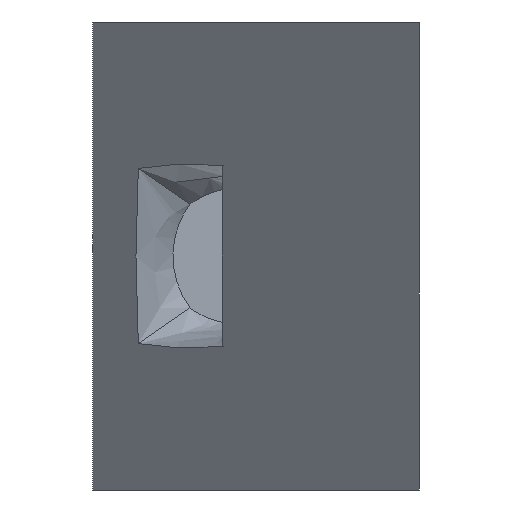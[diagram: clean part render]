
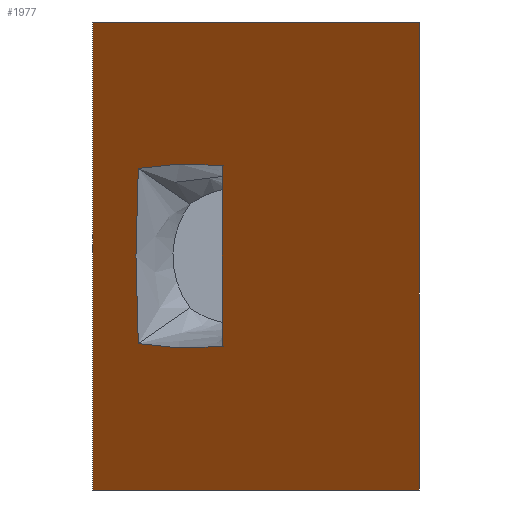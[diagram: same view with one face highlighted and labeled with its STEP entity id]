
A CAD part, left-side view. The second image highlights one B-rep face of the part: STEP entity #1977.
In plain terms, the highlighted planar face has unit normal (-0.707, 0.707, 0).
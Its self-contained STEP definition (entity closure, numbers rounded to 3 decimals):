
#39=FACE_BOUND('',#377,.T.);
#102=B_SPLINE_CURVE_WITH_KNOTS('',3,(#3228,#3229,#3230,#3231,#3232,#3233),
 .UNSPECIFIED.,.F.,.F.,(4,2,4),(-3.091,-1.776,-0.462),
 .UNSPECIFIED.);
#103=B_SPLINE_CURVE_WITH_KNOTS('',3,(#3235,#3236,#3237,#3238,#3239,#3240),
 .UNSPECIFIED.,.F.,.F.,(4,2,4),(-1.708,-0.842,0.),
 .UNSPECIFIED.);
#104=B_SPLINE_CURVE_WITH_KNOTS('',3,(#3242,#3243,#3244,#3245,#3246,#3247),
 .UNSPECIFIED.,.F.,.F.,(4,2,4),(-2.5,-1.25,0.),
 .UNSPECIFIED.);
#105=B_SPLINE_CURVE_WITH_KNOTS('',3,(#3248,#3249,#3250,#3251,#3252,#3253),
 .UNSPECIFIED.,.F.,.F.,(4,2,4),(-1.844,-0.935,0.),
 .UNSPECIFIED.);
#262=FACE_OUTER_BOUND('',#376,.T.);
#376=EDGE_LOOP('',(#1430,#1431,#1432,#1433));
#377=EDGE_LOOP('',(#1434,#1435,#1436,#1437));
#529=LINE('',#3220,#685);
#530=LINE('',#3222,#686);
#531=LINE('',#3224,#687);
#532=LINE('',#3225,#688);
#685=VECTOR('',#2282,10.);
#686=VECTOR('',#2283,10.);
#687=VECTOR('',#2284,1000.);
#688=VECTOR('',#2285,10.);
#848=VERTEX_POINT('',#3218);
#849=VERTEX_POINT('',#3219);
#850=VERTEX_POINT('',#3221);
#851=VERTEX_POINT('',#3223);
#852=VERTEX_POINT('',#3226);
#853=VERTEX_POINT('',#3227);
#854=VERTEX_POINT('',#3234);
#855=VERTEX_POINT('',#3241);
#1074=EDGE_CURVE('',#848,#849,#529,.T.);
#1075=EDGE_CURVE('',#848,#850,#530,.T.);
#1076=EDGE_CURVE('',#851,#850,#531,.T.);
#1077=EDGE_CURVE('',#849,#851,#532,.T.);
#1078=EDGE_CURVE('',#852,#853,#102,.T.);
#1079=EDGE_CURVE('',#854,#853,#103,.T.);
#1080=EDGE_CURVE('',#855,#854,#104,.T.);
#1081=EDGE_CURVE('',#852,#855,#105,.T.);
#1430=ORIENTED_EDGE('',*,*,#1074,.F.);
#1431=ORIENTED_EDGE('',*,*,#1075,.T.);
#1432=ORIENTED_EDGE('',*,*,#1076,.F.);
#1433=ORIENTED_EDGE('',*,*,#1077,.F.);
#1434=ORIENTED_EDGE('',*,*,#1078,.T.);
#1435=ORIENTED_EDGE('',*,*,#1079,.F.);
#1436=ORIENTED_EDGE('',*,*,#1080,.F.);
#1437=ORIENTED_EDGE('',*,*,#1081,.F.);
#1912=PLANE('',#2097);
#1977=ADVANCED_FACE('',(#262,#39),#1912,.T.);
#2097=AXIS2_PLACEMENT_3D('',#3217,#2280,#2281);
#2280=DIRECTION('center_axis',(-0.707,0.707,0.));
#2281=DIRECTION('ref_axis',(-0.707,-0.707,0.));
#2282=DIRECTION('',(0.,0.,-1.));
#2283=DIRECTION('',(0.707,0.707,0.));
#2284=DIRECTION('',(0.,0.,1.));
#2285=DIRECTION('',(0.707,0.707,0.));
#3217=CARTESIAN_POINT('Origin',(-4.762,-3.156,0.734));
#3218=CARTESIAN_POINT('',(6.261,7.867,34.734));
#3219=CARTESIAN_POINT('',(6.261,7.867,-33.266));
#3220=CARTESIAN_POINT('',(6.261,7.867,0.734));
#3221=CARTESIAN_POINT('',(53.645,55.251,34.734));
#3222=CARTESIAN_POINT('',(53.503,55.11,34.734));
#3223=CARTESIAN_POINT('',(53.645,55.251,-33.266));
#3224=CARTESIAN_POINT('',(53.645,55.251,-33.266));
#3225=CARTESIAN_POINT('',(53.503,55.11,-33.266));
#3226=CARTESIAN_POINT('',(34.856,36.462,13.877));
#3227=CARTESIAN_POINT('',(34.856,36.462,-12.41));
#3228=CARTESIAN_POINT('Ctrl Pts',(34.856,36.462,13.877));
#3229=CARTESIAN_POINT('Ctrl Pts',(34.856,36.462,9.496));
#3230=CARTESIAN_POINT('Ctrl Pts',(34.856,36.462,5.115));
#3231=CARTESIAN_POINT('Ctrl Pts',(34.856,36.462,-3.647));
#3232=CARTESIAN_POINT('Ctrl Pts',(34.856,36.462,-8.028));
#3233=CARTESIAN_POINT('Ctrl Pts',(34.856,36.462,-12.41));
#3234=CARTESIAN_POINT('',(47.059,48.666,-11.99));
#3235=CARTESIAN_POINT('Ctrl Pts',(47.059,48.666,-11.99));
#3236=CARTESIAN_POINT('Ctrl Pts',(44.874,46.48,-12.39));
#3237=CARTESIAN_POINT('Ctrl Pts',(43.067,44.673,-12.587));
#3238=CARTESIAN_POINT('Ctrl Pts',(38.925,40.531,-12.679));
#3239=CARTESIAN_POINT('Ctrl Pts',(36.838,38.444,-12.561));
#3240=CARTESIAN_POINT('Ctrl Pts',(34.856,36.462,-12.41));
#3241=CARTESIAN_POINT('',(47.059,48.666,13.458));
#3242=CARTESIAN_POINT('Ctrl Pts',(47.059,48.666,13.458));
#3243=CARTESIAN_POINT('Ctrl Pts',(47.229,48.835,9.298));
#3244=CARTESIAN_POINT('Ctrl Pts',(47.393,49.,5.073));
#3245=CARTESIAN_POINT('Ctrl Pts',(47.393,49.,-3.605));
#3246=CARTESIAN_POINT('Ctrl Pts',(47.229,48.835,-7.83));
#3247=CARTESIAN_POINT('Ctrl Pts',(47.059,48.666,-11.99));
#3248=CARTESIAN_POINT('Ctrl Pts',(34.856,36.462,13.877));
#3249=CARTESIAN_POINT('Ctrl Pts',(36.838,38.444,14.029));
#3250=CARTESIAN_POINT('Ctrl Pts',(38.925,40.531,14.147));
#3251=CARTESIAN_POINT('Ctrl Pts',(43.067,44.673,14.055));
#3252=CARTESIAN_POINT('Ctrl Pts',(44.874,46.48,13.858));
#3253=CARTESIAN_POINT('Ctrl Pts',(47.059,48.666,13.458));
